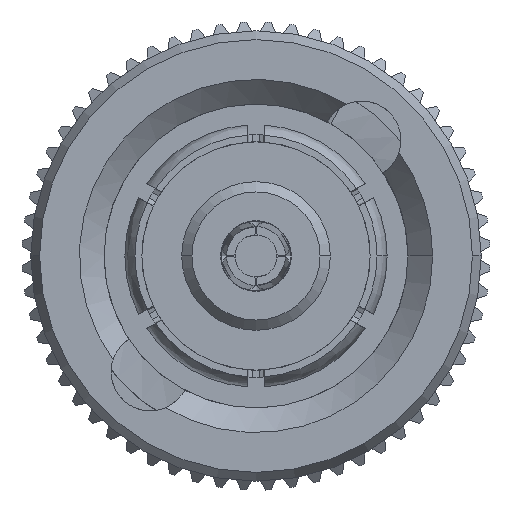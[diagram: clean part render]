
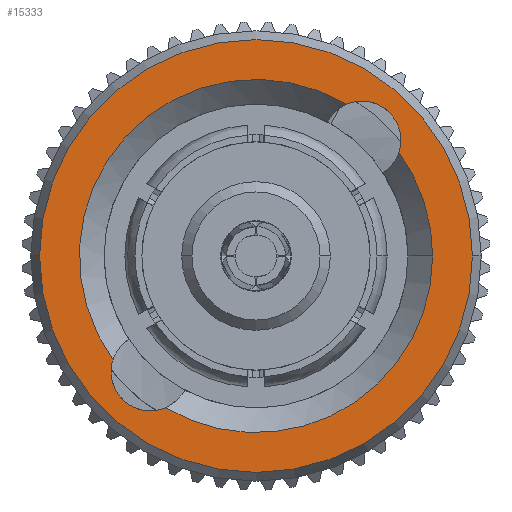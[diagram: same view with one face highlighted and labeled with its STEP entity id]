
A CAD part, left-side view. The second image highlights one B-rep face of the part: STEP entity #15333.
In plain terms, the highlighted planar face has unit normal (-1, 0, 0).
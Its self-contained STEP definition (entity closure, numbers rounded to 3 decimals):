
#190 = CARTESIAN_POINT ( 'NONE',  ( 8.604, 0., 0. ) ) ;
#227 = CARTESIAN_POINT ( 'NONE',  ( 8.604, 0., 0. ) ) ;
#231 = DIRECTION ( 'NONE',  ( 1., 0., 0. ) ) ;
#910 = CARTESIAN_POINT ( 'NONE',  ( 8.604, 0., -6.69 ) ) ;
#1160 = CIRCLE ( 'NONE', #14513, 1.209 ) ;
#1243 = DIRECTION ( 'NONE',  ( 1., 0., 0. ) ) ;
#1397 = CIRCLE ( 'NONE', #8211, 5.46 ) ;
#1458 = CARTESIAN_POINT ( 'NONE',  ( 8.604, -3.582, -3.271 ) ) ;
#1573 = DIRECTION ( 'NONE',  ( 0., 0., -1. ) ) ;
#2054 = CARTESIAN_POINT ( 'NONE',  ( 8.604, 0., 0. ) ) ;
#2096 = PLANE ( 'NONE',  #6180 ) ;
#2127 = ORIENTED_EDGE ( 'NONE', *, *, #5419, .T. ) ;
#2522 = VERTEX_POINT ( 'NONE', #10187 ) ;
#3450 = CARTESIAN_POINT ( 'NONE',  ( 8.604, 3.205, 4.42 ) ) ;
#3614 = DIRECTION ( 'NONE',  ( 1., 0., 0. ) ) ;
#3622 = CARTESIAN_POINT ( 'NONE',  ( 8.604, 3.582, 3.271 ) ) ;
#3654 = EDGE_CURVE ( 'NONE', #13814, #15360, #1397, .T. ) ;
#3699 = DIRECTION ( 'NONE',  ( 0., 0., -1. ) ) ;
#3806 = DIRECTION ( 'NONE',  ( 1., 0., 0. ) ) ;
#4060 = ORIENTED_EDGE ( 'NONE', *, *, #11510, .T. ) ;
#4760 = CARTESIAN_POINT ( 'NONE',  ( 8.604, 0., 5.46 ) ) ;
#5025 = EDGE_CURVE ( 'NONE', #15360, #6197, #1160, .T. ) ;
#5360 = CARTESIAN_POINT ( 'NONE',  ( 8.604, 0., 0. ) ) ;
#5419 = EDGE_CURVE ( 'NONE', #8693, #13814, #13747, .T. ) ;
#5745 = DIRECTION ( 'NONE',  ( 0., 0., -1. ) ) ;
#5814 = CIRCLE ( 'NONE', #15110, 1.209 ) ;
#6180 = AXIS2_PLACEMENT_3D ( 'NONE', #910, #7862, #5745 ) ;
#6197 = VERTEX_POINT ( 'NONE', #7326 ) ;
#6512 = DIRECTION ( 'NONE',  ( 0., 0., -1. ) ) ;
#6559 = ORIENTED_EDGE ( 'NONE', *, *, #3654, .T. ) ;
#6682 = CARTESIAN_POINT ( 'NONE',  ( 8.604, -4.691, -2.792 ) ) ;
#6867 = DIRECTION ( 'NONE',  ( 1., 0., 0. ) ) ;
#7127 = CIRCLE ( 'NONE', #8143, 5.46 ) ;
#7326 = CARTESIAN_POINT ( 'NONE',  ( 8.604, -3.582, -4.48 ) ) ;
#7780 = FACE_OUTER_BOUND ( 'NONE', #15492, .T. ) ;
#7862 = DIRECTION ( 'NONE',  ( 1., 0., 0. ) ) ;
#7944 = FACE_BOUND ( 'NONE', #12445, .T. ) ;
#8055 = VERTEX_POINT ( 'NONE', #12655 ) ;
#8143 = AXIS2_PLACEMENT_3D ( 'NONE', #5360, #8905, #1573 ) ;
#8211 = AXIS2_PLACEMENT_3D ( 'NONE', #227, #3614, #8522 ) ;
#8331 = ORIENTED_EDGE ( 'NONE', *, *, #8653, .F. ) ;
#8459 = DIRECTION ( 'NONE',  ( 0., 0., -1. ) ) ;
#8522 = DIRECTION ( 'NONE',  ( 0., 0., -1. ) ) ;
#8653 = EDGE_CURVE ( 'NONE', #12676, #8055, #9031, .T. ) ;
#8681 = CARTESIAN_POINT ( 'NONE',  ( 8.604, 4.691, 2.792 ) ) ;
#8693 = VERTEX_POINT ( 'NONE', #3450 ) ;
#8835 = ORIENTED_EDGE ( 'NONE', *, *, #5025, .T. ) ;
#8905 = DIRECTION ( 'NONE',  ( 1., 0., 0. ) ) ;
#9031 = CIRCLE ( 'NONE', #12067, 6.69 ) ;
#9631 = EDGE_CURVE ( 'NONE', #8055, #12676, #14605, .T. ) ;
#9860 = VERTEX_POINT ( 'NONE', #8681 ) ;
#9956 = EDGE_CURVE ( 'NONE', #6197, #2522, #5814, .T. ) ;
#10052 = DIRECTION ( 'NONE',  ( 1., 0., 0. ) ) ;
#10187 = CARTESIAN_POINT ( 'NONE',  ( 8.604, -3.205, -4.42 ) ) ;
#10346 = CIRCLE ( 'NONE', #13611, 1.209 ) ;
#10768 = ORIENTED_EDGE ( 'NONE', *, *, #9956, .T. ) ;
#11510 = EDGE_CURVE ( 'NONE', #9860, #8693, #10346, .T. ) ;
#12067 = AXIS2_PLACEMENT_3D ( 'NONE', #14181, #1243, #13238 ) ;
#12267 = DIRECTION ( 'NONE',  ( 0., 0., -1. ) ) ;
#12445 = EDGE_LOOP ( 'NONE', ( #2127, #6559, #8835, #10768, #13562, #4060 ) ) ;
#12505 = AXIS2_PLACEMENT_3D ( 'NONE', #2054, #6867, #12546 ) ;
#12546 = DIRECTION ( 'NONE',  ( 0., 0., -1. ) ) ;
#12655 = CARTESIAN_POINT ( 'NONE',  ( 8.604, 0., 6.69 ) ) ;
#12676 = VERTEX_POINT ( 'NONE', #14916 ) ;
#13028 = EDGE_CURVE ( 'NONE', #2522, #9860, #7127, .T. ) ;
#13238 = DIRECTION ( 'NONE',  ( 0., 0., -1. ) ) ;
#13562 = ORIENTED_EDGE ( 'NONE', *, *, #13028, .T. ) ;
#13611 = AXIS2_PLACEMENT_3D ( 'NONE', #3622, #15399, #8459 ) ;
#13747 = CIRCLE ( 'NONE', #12505, 5.46 ) ;
#13814 = VERTEX_POINT ( 'NONE', #4760 ) ;
#14181 = CARTESIAN_POINT ( 'NONE',  ( 8.604, 0., 0. ) ) ;
#14513 = AXIS2_PLACEMENT_3D ( 'NONE', #1458, #3806, #12267 ) ;
#14517 = CARTESIAN_POINT ( 'NONE',  ( 8.604, -3.582, -3.271 ) ) ;
#14605 = CIRCLE ( 'NONE', #15361, 6.69 ) ;
#14916 = CARTESIAN_POINT ( 'NONE',  ( 8.604, 0., -6.69 ) ) ;
#15031 = ORIENTED_EDGE ( 'NONE', *, *, #9631, .F. ) ;
#15110 = AXIS2_PLACEMENT_3D ( 'NONE', #14517, #231, #3699 ) ;
#15333 = ADVANCED_FACE ( 'NONE', ( #7944, #7780 ), #2096, .F. ) ;
#15360 = VERTEX_POINT ( 'NONE', #6682 ) ;
#15361 = AXIS2_PLACEMENT_3D ( 'NONE', #190, #10052, #6512 ) ;
#15399 = DIRECTION ( 'NONE',  ( 1., 0., 0. ) ) ;
#15492 = EDGE_LOOP ( 'NONE', ( #8331, #15031 ) ) ;
